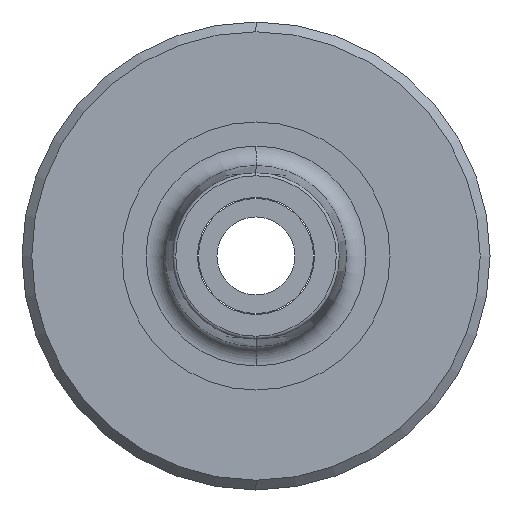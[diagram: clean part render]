
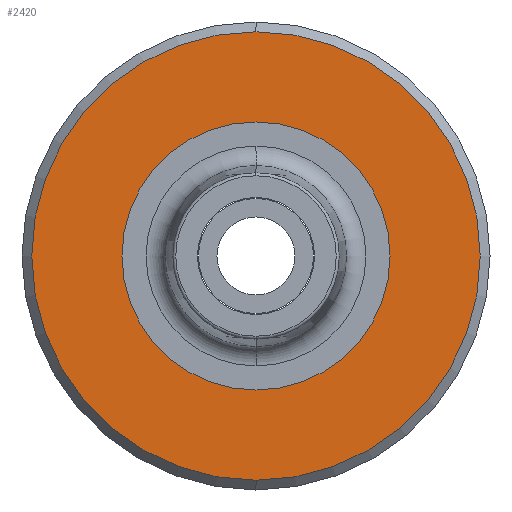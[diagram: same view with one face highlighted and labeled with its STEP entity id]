
A CAD part, left-side view. The second image highlights one B-rep face of the part: STEP entity #2420.
In plain terms, the highlighted planar face has unit normal (-1, 0, 0).
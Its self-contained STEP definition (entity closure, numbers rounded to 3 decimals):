
#17 = DIRECTION ( 'NONE',  ( -1., 0., 0. ) ) ;
#341 = ORIENTED_EDGE ( 'NONE', *, *, #7989, .T. ) ;
#418 = DIRECTION ( 'NONE',  ( 0., 0., 1. ) ) ;
#464 = CIRCLE ( 'NONE', #6119, 13.75 ) ;
#648 = CARTESIAN_POINT ( 'NONE',  ( -8.5, 0., 0. ) ) ;
#876 = DIRECTION ( 'NONE',  ( -1., 0., 0. ) ) ;
#912 = VERTEX_POINT ( 'NONE', #8310 ) ;
#992 = VERTEX_POINT ( 'NONE', #1633 ) ;
#1060 = ORIENTED_EDGE ( 'NONE', *, *, #5196, .T. ) ;
#1078 = VERTEX_POINT ( 'NONE', #7303 ) ;
#1161 = CARTESIAN_POINT ( 'NONE',  ( -8.5, 0., 0. ) ) ;
#1476 = CARTESIAN_POINT ( 'NONE',  ( -8.5, 0., 0. ) ) ;
#1493 = CIRCLE ( 'NONE', #4649, 13.75 ) ;
#1531 = DIRECTION ( 'NONE',  ( 0., 0., 1. ) ) ;
#1633 = CARTESIAN_POINT ( 'NONE',  ( -8.5, 0., -13.75 ) ) ;
#1663 = EDGE_LOOP ( 'NONE', ( #1695, #3466 ) ) ;
#1695 = ORIENTED_EDGE ( 'NONE', *, *, #6804, .F. ) ;
#1724 = DIRECTION ( 'NONE',  ( 0., 0., -1. ) ) ;
#1851 = FACE_BOUND ( 'NONE', #1663, .T. ) ;
#1915 = CARTESIAN_POINT ( 'NONE',  ( -8.5, 0., -23. ) ) ;
#1973 = CARTESIAN_POINT ( 'NONE',  ( -8.5, 0., 0. ) ) ;
#2420 = ADVANCED_FACE ( 'NONE', ( #6857, #1851 ), #5021, .F. ) ;
#3093 = AXIS2_PLACEMENT_3D ( 'NONE', #1973, #3340, #7327 ) ;
#3132 = DIRECTION ( 'NONE',  ( -1., 0., 0. ) ) ;
#3282 = AXIS2_PLACEMENT_3D ( 'NONE', #7072, #5756, #1724 ) ;
#3340 = DIRECTION ( 'NONE',  ( -1., 0., 0. ) ) ;
#3466 = ORIENTED_EDGE ( 'NONE', *, *, #6763, .F. ) ;
#3559 = CIRCLE ( 'NONE', #3838, 23. ) ;
#3838 = AXIS2_PLACEMENT_3D ( 'NONE', #648, #17, #6046 ) ;
#4649 = AXIS2_PLACEMENT_3D ( 'NONE', #1476, #876, #1531 ) ;
#5021 = PLANE ( 'NONE',  #3282 ) ;
#5196 = EDGE_CURVE ( 'NONE', #6603, #1078, #5572, .T. ) ;
#5572 = CIRCLE ( 'NONE', #3093, 23. ) ;
#5756 = DIRECTION ( 'NONE',  ( 1., 0., 0. ) ) ;
#5867 = EDGE_LOOP ( 'NONE', ( #1060, #341 ) ) ;
#6046 = DIRECTION ( 'NONE',  ( 0., 0., -1. ) ) ;
#6119 = AXIS2_PLACEMENT_3D ( 'NONE', #1161, #3132, #418 ) ;
#6603 = VERTEX_POINT ( 'NONE', #1915 ) ;
#6763 = EDGE_CURVE ( 'NONE', #992, #912, #1493, .T. ) ;
#6804 = EDGE_CURVE ( 'NONE', #912, #992, #464, .T. ) ;
#6857 = FACE_OUTER_BOUND ( 'NONE', #5867, .T. ) ;
#7072 = CARTESIAN_POINT ( 'NONE',  ( -8.5, 13.75, 0. ) ) ;
#7303 = CARTESIAN_POINT ( 'NONE',  ( -8.5, 0., 23. ) ) ;
#7327 = DIRECTION ( 'NONE',  ( 0., 0., -1. ) ) ;
#7989 = EDGE_CURVE ( 'NONE', #1078, #6603, #3559, .T. ) ;
#8310 = CARTESIAN_POINT ( 'NONE',  ( -8.5, 0., 13.75 ) ) ;
